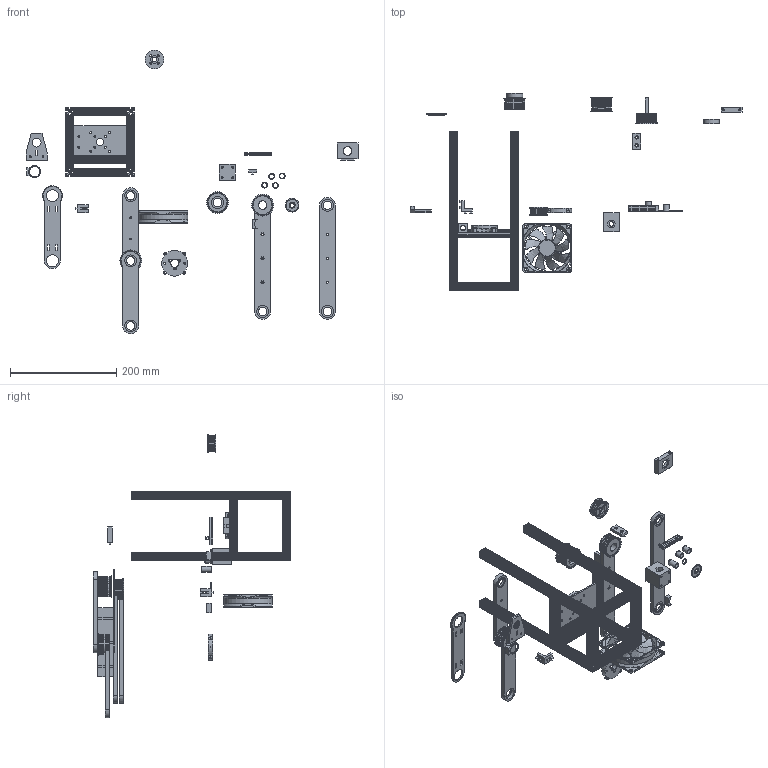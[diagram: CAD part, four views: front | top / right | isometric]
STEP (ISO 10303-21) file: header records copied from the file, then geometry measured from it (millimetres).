
FILE_DESCRIPTION(/* description */ (''),/* implementation_level */ '2;1');
FILE_NAME(/* name */ 'baa5d8d5-68c7-4963-b850-063300b0b2bc.stp',/* time_stamp */ '2022-05-19T12:58:52Z',/* author */ (''),/* organization */ (''),/* preprocessor_version */ 'ST-DEVELOPER v19',/* originating_system */ 'Autodesk Translation Framework v11.7.0.108',/* authorisation */ '');
FILE_SCHEMA (('AUTOMOTIVE_DESIGN { 1 0 10303 214 3 1 1 }'));
Length unit declared in the file: millimetre
Products named in the file (19): SCARA  Arm v3; Openbeam 300 mm v2; Right Angle Bracket; MotorPlate v1; EncoderPlate v1; Interface Plate; F9; F9 body; F9 fan; Openbeam/MakerbeamXL 100mm; Arm Bottom; Forearm; Pulley Bearing; Arm Top; odrive-motor-mount; motor-pulley; bearing-cap; arm-top; screw-tensioner-v3
Assembly tree (28 placements, depth 3):
  SCARA  Arm v3
    Openbeam 300 mm v2  x4
    Openbeam/MakerbeamXL 100mm  x8
    Right Angle Bracket
    MotorPlate v1
    EncoderPlate v1
    Interface Plate
    F9
      F9 body
      F9 fan
    Arm Bottom
    Forearm
    Pulley Bearing
    Arm Top
    odrive-motor-mount
    motor-pulley
    bearing-cap
    arm-top
    screw-tensioner-v3
Bounding box: 625.25 x 372.47 x 534.28 mm (x, y, z)
Volume: 613805.6 mm3; surface area: 469886.6 mm2
Topology: 42 solids, 42 shells, 3140 faces, 8867 edges, 5874 vertices
Faces by surface type: plane 1732, cylinder 1322, bspline 53, cone 30, torus 3
Full cylindrical faces by diameter (mm): 2.5 x12, 3.5 x17, 3.6 x41, 4.5 x8, 4.6 x4, 5.6 x2, 6 x2, 6.1 x19, 7.6 x4, 8 x3, 8.6 x2, 9 x4, 9.8 x2, 11 x5, 14 x2, 14.6 x1, 15.2 x1, 16 x9, 16.6 x2, 19.6 x1, 22 x5, 22.6 x13, 25.6 x1, 32 x1, 35 x2, 87.9 x1, 92 x1
Entity records: 52857 total; most frequent: CARTESIAN_POINT 11280, ORIENTED_EDGE 8554, DIRECTION 8472, EDGE_CURVE 4277, LINE 2878, VECTOR 2878, VERTEX_POINT 2814, AXIS2_PLACEMENT_3D 2797
